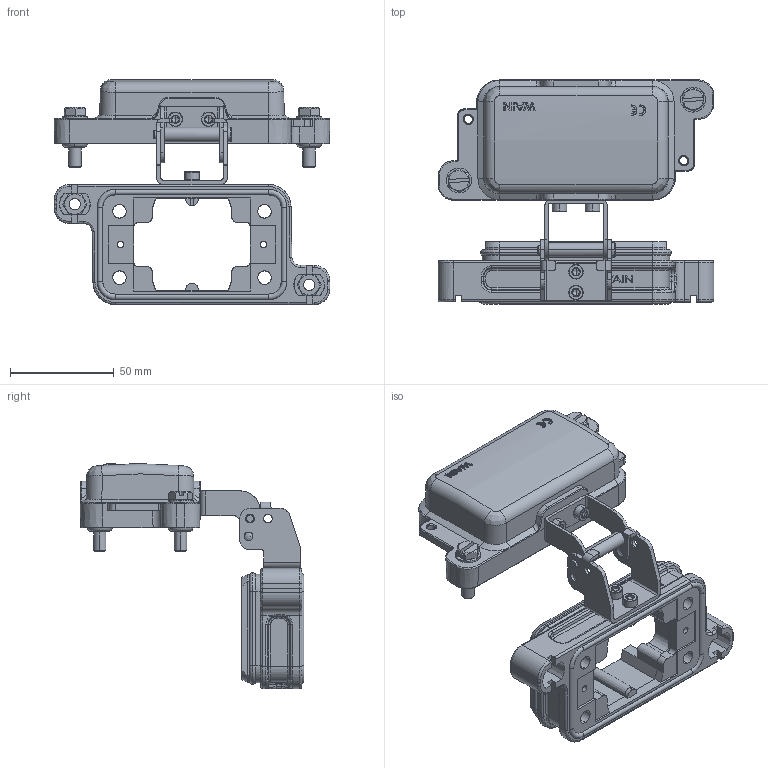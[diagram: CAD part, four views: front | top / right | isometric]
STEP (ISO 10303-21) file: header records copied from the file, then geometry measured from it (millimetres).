
FILE_DESCRIPTION(/* description */ (''),/* implementation_level */ '2;1');
FILE_NAME(/* name */ 'temp.stp',/* time_stamp */ '2023-12-27T11:39:53+08:00',/* author */ (''),/* organization */ (''),/* preprocessor_version */ 'ST-DEVELOPER v18.1',/* originating_system */ 'SIEMENS PLM Software NX 1980',/* authorisation */ '');
FILE_SCHEMA (('AP203_CONFIGURATION_CONTROLLED_3D_DESIGN_OF_MECHANICAL_PARTS_AND_ASSEMBLIES_MIM_LF { 1 0 10303 403 2 1 2}'));
Length unit declared in the file: millimetre
Products named in the file (1): temp
Bounding box: 133 x 107.99 x 108.65 mm (x, y, z)
Volume: 113088.2 mm3; surface area: 71596.3 mm2
Topology: 11 solids, 14 shells, 1316 faces, 3324 edges, 2066 vertices
Faces by surface type: plane 561, cylinder 335, cone 182, torus 148, bspline 70, extrusion 16, sphere 4
Entity records: 46969 total; most frequent: CARTESIAN_POINT 18340, ORIENTED_EDGE 6612, DIRECTION 4728, EDGE_CURVE 3306, VERTEX_POINT 2060, AXIS2_PLACEMENT_3D 1627, VECTOR 1474, LINE 1458
